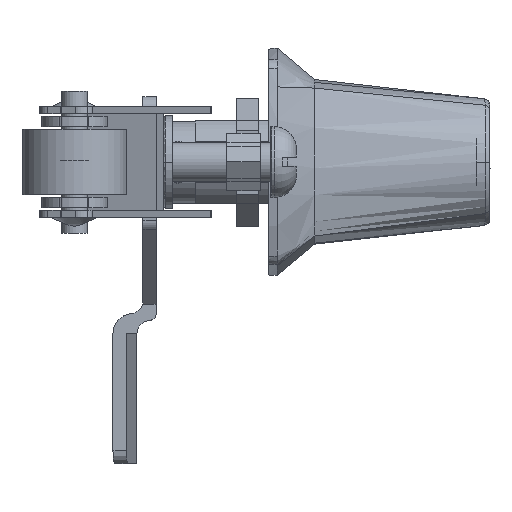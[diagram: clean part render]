
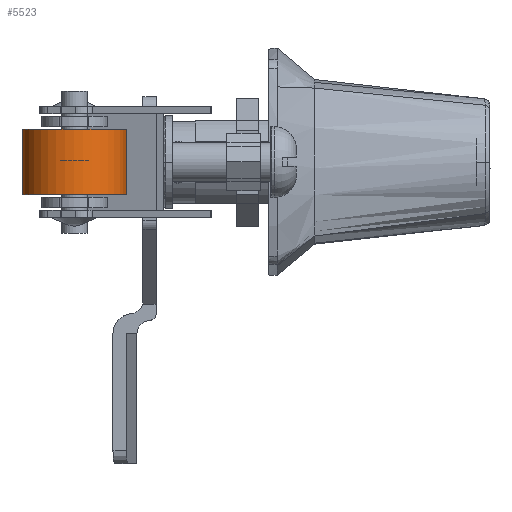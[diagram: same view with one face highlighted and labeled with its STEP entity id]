
A CAD part, front view. The second image highlights one B-rep face of the part: STEP entity #5523.
In plain terms, the highlighted cylindrical face has radius 12.7 mm (diameter 25.4 mm), a partial arc.
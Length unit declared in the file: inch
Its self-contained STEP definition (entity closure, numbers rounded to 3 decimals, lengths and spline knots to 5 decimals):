
#637 = CARTESIAN_POINT ( 'NONE',  ( -2.0935, 0.18967, 40.2464 ) ) ;
#2128 = EDGE_CURVE ( 'NONE', #3998, #5613, #19958, .T. ) ;
#3998 = VERTEX_POINT ( 'NONE', #26391 ) ;
#5523 = ADVANCED_FACE ( 'NONE', ( #17826 ), #30210, .T. ) ;
#5613 = VERTEX_POINT ( 'NONE', #10113 ) ;
#6610 = DIRECTION ( 'NONE',  ( 0., 1., 0. ) ) ;
#7175 = CARTESIAN_POINT ( 'NONE',  ( -2.0935, -0.31033, 40.2464 ) ) ;
#10010 = ORIENTED_EDGE ( 'NONE', *, *, #14679, .T. ) ;
#10050 = CARTESIAN_POINT ( 'NONE',  ( -2.0935, 0.68967, 40.2464 ) ) ;
#10072 = VECTOR ( 'NONE', #25395, 39.37008 ) ;
#10113 = CARTESIAN_POINT ( 'NONE',  ( -1.4685, -0.31033, 40.2464 ) ) ;
#10217 = DIRECTION ( 'NONE',  ( 1., 0., 0. ) ) ;
#10730 = CARTESIAN_POINT ( 'NONE',  ( -2.0935, 0.68967, 40.2464 ) ) ;
#11401 = CARTESIAN_POINT ( 'NONE',  ( -1.4685, 0.18967, 40.2464 ) ) ;
#12225 = EDGE_LOOP ( 'NONE', ( #10010, #29878, #15188, #23347 ) ) ;
#13341 = EDGE_CURVE ( 'NONE', #5613, #25774, #20639, .T. ) ;
#14205 = AXIS2_PLACEMENT_3D ( 'NONE', #11401, #20902, #6610 ) ;
#14679 = EDGE_CURVE ( 'NONE', #15152, #3998, #20825, .T. ) ;
#15152 = VERTEX_POINT ( 'NONE', #10050 ) ;
#15188 = ORIENTED_EDGE ( 'NONE', *, *, #13341, .T. ) ;
#17244 = DIRECTION ( 'NONE',  ( 1., 0., 0. ) ) ;
#17826 = FACE_OUTER_BOUND ( 'NONE', #12225, .T. ) ;
#19390 = LINE ( 'NONE', #10730, #10072 ) ;
#19667 = EDGE_CURVE ( 'NONE', #15152, #25774, #19390, .T. ) ;
#19958 = LINE ( 'NONE', #7175, #24886 ) ;
#19990 = DIRECTION ( 'NONE',  ( 0., 1., 0. ) ) ;
#20639 = CIRCLE ( 'NONE', #14205, 0.5 ) ;
#20825 = CIRCLE ( 'NONE', #22289, 0.5 ) ;
#20902 = DIRECTION ( 'NONE',  ( -1., 0., 0. ) ) ;
#22289 = AXIS2_PLACEMENT_3D ( 'NONE', #637, #17244, #22294 ) ;
#22294 = DIRECTION ( 'NONE',  ( 0., 1., 0. ) ) ;
#23347 = ORIENTED_EDGE ( 'NONE', *, *, #19667, .F. ) ;
#24760 = CARTESIAN_POINT ( 'NONE',  ( -2.0935, 0.18967, 40.2464 ) ) ;
#24886 = VECTOR ( 'NONE', #26399, 39.37008 ) ;
#25395 = DIRECTION ( 'NONE',  ( 1., 0., 0. ) ) ;
#25774 = VERTEX_POINT ( 'NONE', #30356 ) ;
#26391 = CARTESIAN_POINT ( 'NONE',  ( -2.0935, -0.31033, 40.2464 ) ) ;
#26399 = DIRECTION ( 'NONE',  ( 1., 0., 0. ) ) ;
#26710 = AXIS2_PLACEMENT_3D ( 'NONE', #24760, #10217, #19990 ) ;
#29878 = ORIENTED_EDGE ( 'NONE', *, *, #2128, .T. ) ;
#30210 = CYLINDRICAL_SURFACE ( 'NONE', #26710, 0.5 ) ;
#30356 = CARTESIAN_POINT ( 'NONE',  ( -1.4685, 0.68967, 40.2464 ) ) ;
